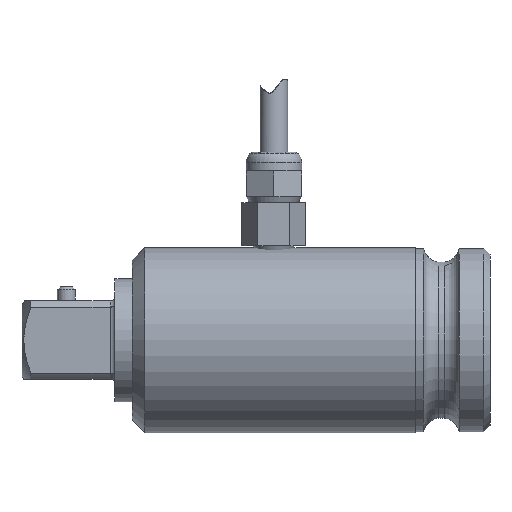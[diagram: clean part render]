
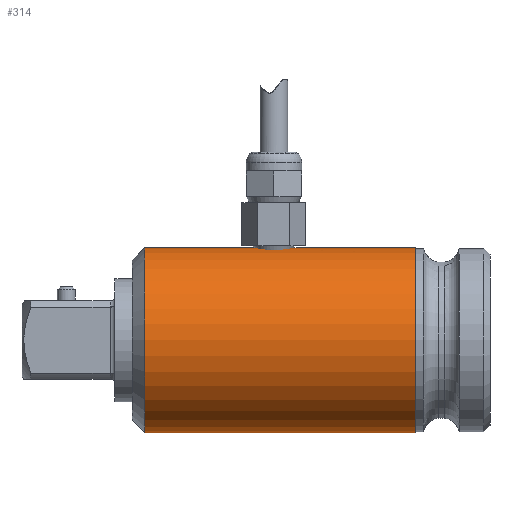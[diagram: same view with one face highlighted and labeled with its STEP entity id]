
A CAD part, left-side view. The second image highlights one B-rep face of the part: STEP entity #314.
In plain terms, the highlighted cylindrical face has radius 15 mm (diameter 30 mm), a full revolution.
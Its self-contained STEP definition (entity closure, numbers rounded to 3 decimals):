
#314 = ADVANCED_FACE( '', ( #674, #675, #676 ), #677, .T. );
#674 = FACE_OUTER_BOUND( '', #1194, .T. );
#675 = FACE_BOUND( '', #1195, .T. );
#676 = FACE_OUTER_BOUND( '', #1196, .T. );
#677 = CYLINDRICAL_SURFACE( '', #1197, 15. );
#1194 = EDGE_LOOP( '', ( #3200 ) );
#1195 = EDGE_LOOP( '', ( #3201 ) );
#1196 = EDGE_LOOP( '', ( #3202 ) );
#1197 = AXIS2_PLACEMENT_3D( '', #3203, #3204, #3205 );
#3200 = ORIENTED_EDGE( '', *, *, #4307, .T. );
#3201 = ORIENTED_EDGE( '', *, *, #4308, .T. );
#3202 = ORIENTED_EDGE( '', *, *, #4309, .T. );
#3203 = CARTESIAN_POINT( '', ( 0., 46., 0. ) );
#3204 = DIRECTION( '', ( 0., 1., 0. ) );
#3205 = DIRECTION( '', ( 0., 0., -1. ) );
#4307 = EDGE_CURVE( '', #4740, #4740, #4741, .F. );
#4308 = EDGE_CURVE( '', #4742, #4742, #4743, .T. );
#4309 = EDGE_CURVE( '', #4744, #4744, #4745, .T. );
#4740 = VERTEX_POINT( '', #5373 );
#4741 = CIRCLE( '', #5374, 15. );
#4742 = VERTEX_POINT( '', #5375 );
#4743 = B_SPLINE_CURVE_WITH_KNOTS( '', 3, ( #5376, #5377, #5378, #5379, #5380, #5381, #5382, #5383, #5384, #5385, #5386, #5387, #5388, #5389, #5390, #5391, #5392, #5393, #5394, #5395, #5396, #5397, #5398, #5399, #5400, #5401, #5402, #5403, #5404, #5405, #5406, #5407, #5408, #5409, #5410, #5411, #5412, #5413, #5414, #5415, #5416, #5417, #5418, #5419, #5420, #5421, #5422, #5423, #5424, #5425, #5426, #5427, #5428, #5429, #5430, #5431, #5432, #5433, #5434, #5435 ), .UNSPECIFIED., .T., .F., ( 2, 2, 2, 2, 2, 2, 2, 2, 2, 2, 2, 2, 2, 2, 2, 2, 2, 2, 2, 2, 2, 2, 2, 2, 2, 2, 2, 2, 2, 2, 2, 2 ), ( 0., 0., 0., 0.001, 0.001, 0.002, 0.003, 0.003, 0.004, 0.004, 0.005, 0.005, 0.006, 0.006, 0.007, 0.007, 0.008, 0.009, 0.009, 0.01, 0.01, 0.011, 0.011, 0.012, 0.012, 0.013, 0.013, 0.013, 0.014, 0.015, 0.015, 0.016 ), .UNSPECIFIED. );
#4744 = VERTEX_POINT( '', #5436 );
#4745 = CIRCLE( '', #5437, 15. );
#5373 = CARTESIAN_POINT( '', ( 0., 44., 15. ) );
#5374 = AXIS2_PLACEMENT_3D( '', #6718, #6719, #6720 );
#5375 = CARTESIAN_POINT( '', ( 2.459, 23., 14.797 ) );
#5376 = CARTESIAN_POINT( '', ( 2.459, 23.163, 14.797 ) );
#5377 = CARTESIAN_POINT( '', ( 2.459, 22.837, 14.797 ) );
#5378 = CARTESIAN_POINT( '', ( 2.443, 22.677, 14.8 ) );
#5379 = CARTESIAN_POINT( '', ( 2.38, 22.363, 14.81 ) );
#5380 = CARTESIAN_POINT( '', ( 2.332, 22.206, 14.818 ) );
#5381 = CARTESIAN_POINT( '', ( 2.209, 21.909, 14.837 ) );
#5382 = CARTESIAN_POINT( '', ( 2.133, 21.768, 14.848 ) );
#5383 = CARTESIAN_POINT( '', ( 1.955, 21.501, 14.872 ) );
#5384 = CARTESIAN_POINT( '', ( 1.851, 21.375, 14.886 ) );
#5385 = CARTESIAN_POINT( '', ( 1.512, 21.035, 14.925 ) );
#5386 = CARTESIAN_POINT( '', ( 1.238, 20.852, 14.952 ) );
#5387 = CARTESIAN_POINT( '', ( 0.794, 20.668, 14.98 ) );
#5388 = CARTESIAN_POINT( '', ( 0.639, 20.621, 14.987 ) );
#5389 = CARTESIAN_POINT( '', ( 0.322, 20.557, 14.997 ) );
#5390 = CARTESIAN_POINT( '', ( 0.162, 20.542, 15. ) );
#5391 = CARTESIAN_POINT( '', ( -0.159, 20.541, 15. ) );
#5392 = CARTESIAN_POINT( '', ( -0.322, 20.557, 14.997 ) );
#5393 = CARTESIAN_POINT( '', ( -0.638, 20.62, 14.987 ) );
#5394 = CARTESIAN_POINT( '', ( -0.791, 20.667, 14.98 ) );
#5395 = CARTESIAN_POINT( '', ( -1.089, 20.79, 14.961 ) );
#5396 = CARTESIAN_POINT( '', ( -1.233, 20.867, 14.95 ) );
#5397 = CARTESIAN_POINT( '', ( -1.499, 21.045, 14.926 ) );
#5398 = CARTESIAN_POINT( '', ( -1.623, 21.147, 14.912 ) );
#5399 = CARTESIAN_POINT( '', ( -1.852, 21.376, 14.886 ) );
#5400 = CARTESIAN_POINT( '', ( -1.954, 21.499, 14.872 ) );
#5401 = CARTESIAN_POINT( '', ( -2.132, 21.765, 14.848 ) );
#5402 = CARTESIAN_POINT( '', ( -2.209, 21.909, 14.837 ) );
#5403 = CARTESIAN_POINT( '', ( -2.332, 22.207, 14.818 ) );
#5404 = CARTESIAN_POINT( '', ( -2.379, 22.36, 14.81 ) );
#5405 = CARTESIAN_POINT( '', ( -2.442, 22.675, 14.8 ) );
#5406 = CARTESIAN_POINT( '', ( -2.458, 22.838, 14.797 ) );
#5407 = CARTESIAN_POINT( '', ( -2.459, 23.32, 14.797 ) );
#5408 = CARTESIAN_POINT( '', ( -2.394, 23.644, 14.808 ) );
#5409 = CARTESIAN_POINT( '', ( -2.21, 24.088, 14.836 ) );
#5410 = CARTESIAN_POINT( '', ( -2.134, 24.232, 14.848 ) );
#5411 = CARTESIAN_POINT( '', ( -1.955, 24.5, 14.872 ) );
#5412 = CARTESIAN_POINT( '', ( -1.853, 24.623, 14.886 ) );
#5413 = CARTESIAN_POINT( '', ( -1.627, 24.85, 14.912 ) );
#5414 = CARTESIAN_POINT( '', ( -1.501, 24.954, 14.925 ) );
#5415 = CARTESIAN_POINT( '', ( -1.234, 25.132, 14.95 ) );
#5416 = CARTESIAN_POINT( '', ( -1.093, 25.208, 14.961 ) );
#5417 = CARTESIAN_POINT( '', ( -0.795, 25.332, 14.98 ) );
#5418 = CARTESIAN_POINT( '', ( -0.639, 25.379, 14.987 ) );
#5419 = CARTESIAN_POINT( '', ( -0.325, 25.442, 14.997 ) );
#5420 = CARTESIAN_POINT( '', ( -0.164, 25.458, 15. ) );
#5421 = CARTESIAN_POINT( '', ( 0.16, 25.459, 15. ) );
#5422 = CARTESIAN_POINT( '', ( 0.32, 25.443, 14.997 ) );
#5423 = CARTESIAN_POINT( '', ( 0.635, 25.38, 14.987 ) );
#5424 = CARTESIAN_POINT( '', ( 0.792, 25.333, 14.98 ) );
#5425 = CARTESIAN_POINT( '', ( 1.089, 25.21, 14.961 ) );
#5426 = CARTESIAN_POINT( '', ( 1.23, 25.135, 14.95 ) );
#5427 = CARTESIAN_POINT( '', ( 1.498, 24.956, 14.926 ) );
#5428 = CARTESIAN_POINT( '', ( 1.624, 24.853, 14.912 ) );
#5429 = CARTESIAN_POINT( '', ( 1.964, 24.514, 14.873 ) );
#5430 = CARTESIAN_POINT( '', ( 2.147, 24.24, 14.846 ) );
#5431 = CARTESIAN_POINT( '', ( 2.331, 23.796, 14.818 ) );
#5432 = CARTESIAN_POINT( '', ( 2.379, 23.641, 14.81 ) );
#5433 = CARTESIAN_POINT( '', ( 2.443, 23.323, 14.8 ) );
#5434 = CARTESIAN_POINT( '', ( 2.459, 23.163, 14.797 ) );
#5435 = CARTESIAN_POINT( '', ( 2.459, 22.837, 14.797 ) );
#5436 = CARTESIAN_POINT( '', ( 15., 0., 0. ) );
#5437 = AXIS2_PLACEMENT_3D( '', #6721, #6722, #6723 );
#6718 = CARTESIAN_POINT( '', ( 0., 44., 0. ) );
#6719 = DIRECTION( '', ( 0., 1., 0. ) );
#6720 = DIRECTION( '', ( 0., 0., 1. ) );
#6721 = CARTESIAN_POINT( '', ( 0., 0., 0. ) );
#6722 = DIRECTION( '', ( 0., 1., 0. ) );
#6723 = DIRECTION( '', ( 1., 0., 0. ) );
